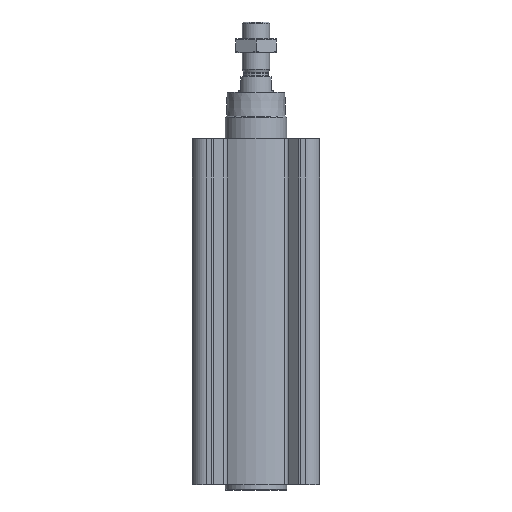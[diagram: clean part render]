
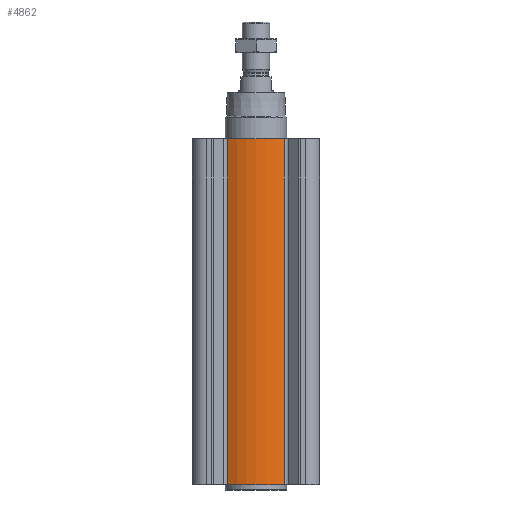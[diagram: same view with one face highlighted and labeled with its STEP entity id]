
A CAD part, front view. The second image highlights one B-rep face of the part: STEP entity #4862.
In plain terms, the highlighted cylindrical face has radius 43.5 mm (diameter 87 mm), a partial arc.
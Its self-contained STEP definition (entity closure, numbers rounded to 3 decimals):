
#143=LINE('',#6987,#352);
#144=LINE('',#6989,#353);
#352=VECTOR('',#5747,1000.);
#353=VECTOR('',#5750,1000.);
#658=CIRCLE('',#5119,43.5);
#690=CIRCLE('',#5159,43.5);
#1001=ORIENTED_EDGE('',*,*,#1762,.T.);
#1002=ORIENTED_EDGE('',*,*,#1849,.F.);
#1003=ORIENTED_EDGE('',*,*,#1818,.F.);
#1004=ORIENTED_EDGE('',*,*,#1848,.T.);
#1762=EDGE_CURVE('',#2211,#2210,#658,.T.);
#1818=EDGE_CURVE('',#2257,#2258,#690,.T.);
#1848=EDGE_CURVE('',#2257,#2211,#143,.T.);
#1849=EDGE_CURVE('',#2258,#2210,#144,.T.);
#2210=VERTEX_POINT('',#6816);
#2211=VERTEX_POINT('',#6818);
#2257=VERTEX_POINT('',#6927);
#2258=VERTEX_POINT('',#6929);
#2612=EDGE_LOOP('',(#1001,#1002,#1003,#1004));
#2977=FACE_BOUND('',#2612,.T.);
#3305=CYLINDRICAL_SURFACE('',#5183,43.5);
#4862=ADVANCED_FACE('',(#2977),#3305,.T.);
#5119=AXIS2_PLACEMENT_3D('',#6817,#5575,#5576);
#5159=AXIS2_PLACEMENT_3D('',#6928,#5679,#5680);
#5183=AXIS2_PLACEMENT_3D('',#6988,#5748,#5749);
#5575=DIRECTION('',(0.,0.,1.));
#5576=DIRECTION('',(1.,0.,0.));
#5679=DIRECTION('',(0.,0.,1.));
#5680=DIRECTION('',(1.,0.,0.));
#5747=DIRECTION('',(0.,0.,-1.));
#5748=DIRECTION('',(0.,0.,-1.));
#5749=DIRECTION('',(-1.,0.,0.));
#5750=DIRECTION('',(0.,0.,-1.));
#6816=CARTESIAN_POINT('',(20.812,-38.198,-253.));
#6817=CARTESIAN_POINT('',(0.,0.,-253.));
#6818=CARTESIAN_POINT('',(-20.812,-38.198,-253.));
#6927=CARTESIAN_POINT('',(-20.812,-38.198,0.));
#6928=CARTESIAN_POINT('',(0.,0.,0.));
#6929=CARTESIAN_POINT('',(20.812,-38.198,0.));
#6987=CARTESIAN_POINT('',(-20.812,-38.198,0.));
#6988=CARTESIAN_POINT('',(0.,0.,0.));
#6989=CARTESIAN_POINT('',(20.812,-38.198,0.));
